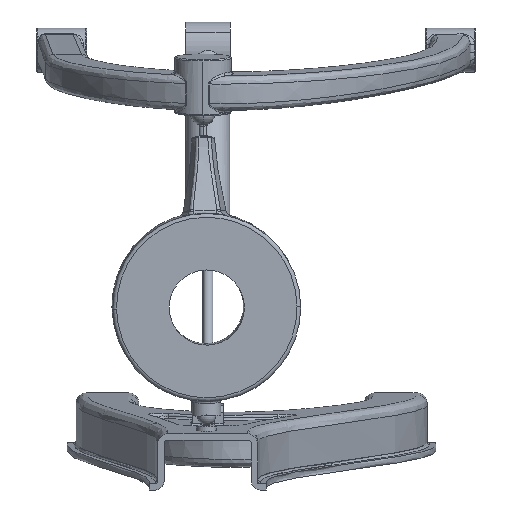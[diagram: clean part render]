
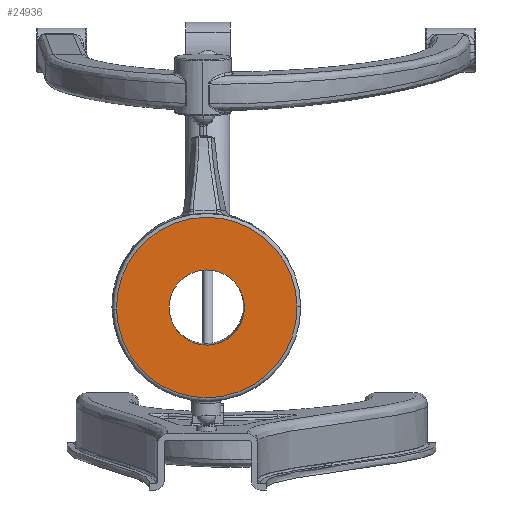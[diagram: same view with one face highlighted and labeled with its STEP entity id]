
A CAD part, top view. The second image highlights one B-rep face of the part: STEP entity #24936.
In plain terms, the highlighted face is planar.
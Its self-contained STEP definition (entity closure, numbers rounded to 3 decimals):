
#23727=CARTESIAN_POINT('',(60.,0.,0.));
#23728=DIRECTION('',(-1.,0.,0.));
#23729=DIRECTION('',(0.,0.,-1.));
#23730=AXIS2_PLACEMENT_3D('',#23727,#23728,#23729);
#23732=CARTESIAN_POINT('',(60.,0.,0.));
#23733=DIRECTION('',(-1.,0.,0.));
#23734=DIRECTION('',(0.,0.,1.));
#23735=AXIS2_PLACEMENT_3D('',#23732,#23733,#23734);
#23737=CARTESIAN_POINT('',(60.,0.,0.));
#23738=DIRECTION('',(1.,0.,0.));
#23739=DIRECTION('',(0.,0.,1.));
#23740=AXIS2_PLACEMENT_3D('',#23737,#23738,#23739);
#23742=CARTESIAN_POINT('',(60.,0.,0.));
#23743=DIRECTION('',(1.,0.,0.));
#23744=DIRECTION('',(0.,0.,-1.));
#23745=AXIS2_PLACEMENT_3D('',#23742,#23743,#23744);
#24775=CARTESIAN_POINT('',(60.,0.,-30.));
#24776=CARTESIAN_POINT('',(60.,0.,30.));
#24777=VERTEX_POINT('',#24775);
#24778=VERTEX_POINT('',#24776);
#24815=CARTESIAN_POINT('',(60.,0.,72.));
#24816=CARTESIAN_POINT('',(60.,0.,-72.));
#24817=VERTEX_POINT('',#24815);
#24818=VERTEX_POINT('',#24816);
#24921=CARTESIAN_POINT('',(60.,0.,0.));
#24922=DIRECTION('',(1.,0.,0.));
#24923=DIRECTION('',(0.,0.,-1.));
#24924=AXIS2_PLACEMENT_3D('',#24921,#24922,#24923);
#24925=PLANE('',#24924);
#24927=ORIENTED_EDGE('',*,*,#24926,.F.);
#24929=ORIENTED_EDGE('',*,*,#24928,.F.);
#24930=EDGE_LOOP('',(#24927,#24929));
#24931=FACE_OUTER_BOUND('',#24930,.F.);
#24932=ORIENTED_EDGE('',*,*,#24901,.F.);
#24933=ORIENTED_EDGE('',*,*,#24915,.F.);
#24934=EDGE_LOOP('',(#24932,#24933));
#24935=FACE_BOUND('',#24934,.F.);
#23731=CIRCLE('',#23730,30.);
#23736=CIRCLE('',#23735,30.);
#23741=CIRCLE('',#23740,72.);
#23746=CIRCLE('',#23745,72.);
#24901=EDGE_CURVE('',#24777,#24778,#23731,.T.);
#24915=EDGE_CURVE('',#24778,#24777,#23736,.T.);
#24926=EDGE_CURVE('',#24817,#24818,#23741,.T.);
#24928=EDGE_CURVE('',#24818,#24817,#23746,.T.);
#24936=ADVANCED_FACE('',(#24931,#24935),#24925,.T.);
